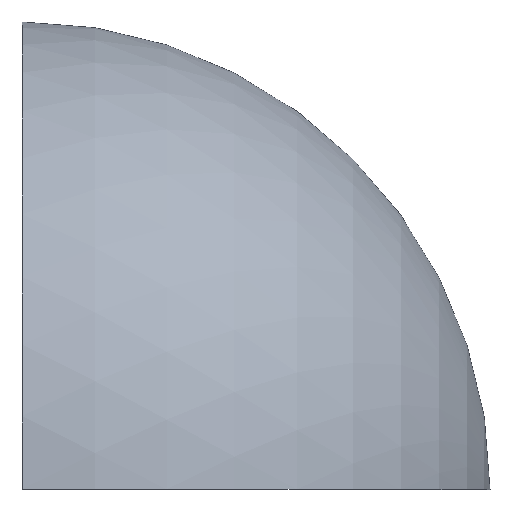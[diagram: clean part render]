
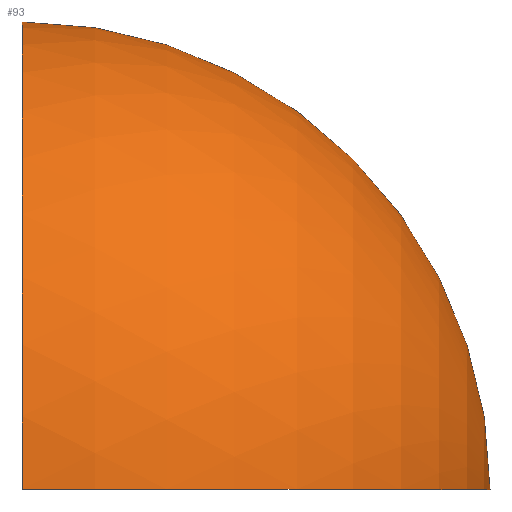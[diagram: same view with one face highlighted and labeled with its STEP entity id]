
A CAD part, top view. The second image highlights one B-rep face of the part: STEP entity #93.
In plain terms, the highlighted spherical face has radius 40.005 mm.
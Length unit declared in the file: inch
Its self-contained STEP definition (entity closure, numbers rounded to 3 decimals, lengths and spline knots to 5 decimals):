
#7 = CARTESIAN_POINT ( 'NONE',  ( 0., 0., 0. ) ) ;
#15 = DIRECTION ( 'NONE',  ( 0., 0., 1. ) ) ;
#16 = CARTESIAN_POINT ( 'NONE',  ( 0., -1.575, 0. ) ) ;
#35 = CIRCLE ( 'NONE', #87, 1.575 ) ;
#52 = DIRECTION ( 'NONE',  ( -1., 0., 0. ) ) ;
#53 = AXIS2_PLACEMENT_3D ( 'NONE', #102, #103, #90 ) ;
#55 = CIRCLE ( 'NONE', #204, 1.575 ) ;
#77 = EDGE_CURVE ( 'NONE', #140, #78, #94, .T. ) ;
#78 = VERTEX_POINT ( 'NONE', #7 ) ;
#81 = CARTESIAN_POINT ( 'NONE',  ( 1.575, -1.575, 0. ) ) ;
#87 = AXIS2_PLACEMENT_3D ( 'NONE', #16, #111, #213 ) ;
#90 = DIRECTION ( 'NONE',  ( 0., 0., 1. ) ) ;
#93 = ADVANCED_FACE ( 'NONE', ( #101 ), #147, .T. ) ;
#94 = CIRCLE ( 'NONE', #185, 1.575 ) ;
#101 = FACE_OUTER_BOUND ( 'NONE', #108, .T. ) ;
#102 = CARTESIAN_POINT ( 'NONE',  ( 0., -1.575, 0. ) ) ;
#103 = DIRECTION ( 'NONE',  ( 1., 0., 0. ) ) ;
#104 = ORIENTED_EDGE ( 'NONE', *, *, #77, .F. ) ;
#108 = EDGE_LOOP ( 'NONE', ( #170, #113, #104 ) ) ;
#110 = DIRECTION ( 'NONE',  ( -1., 0., 0. ) ) ;
#111 = DIRECTION ( 'NONE',  ( 0., 1., 0. ) ) ;
#113 = ORIENTED_EDGE ( 'NONE', *, *, #171, .T. ) ;
#120 = CARTESIAN_POINT ( 'NONE',  ( 0., -1.575, 0. ) ) ;
#127 = CARTESIAN_POINT ( 'NONE',  ( 0., -1.575, 0. ) ) ;
#138 = EDGE_CURVE ( 'NONE', #140, #179, #35, .T. ) ;
#140 = VERTEX_POINT ( 'NONE', #194 ) ;
#147 = SPHERICAL_SURFACE ( 'NONE', #53, 1.575 ) ;
#170 = ORIENTED_EDGE ( 'NONE', *, *, #138, .T. ) ;
#171 = EDGE_CURVE ( 'NONE', #179, #78, #55, .T. ) ;
#179 = VERTEX_POINT ( 'NONE', #81 ) ;
#185 = AXIS2_PLACEMENT_3D ( 'NONE', #120, #52, #201 ) ;
#194 = CARTESIAN_POINT ( 'NONE',  ( 0., -1.575, 1.575 ) ) ;
#201 = DIRECTION ( 'NONE',  ( 0., 0., -1. ) ) ;
#204 = AXIS2_PLACEMENT_3D ( 'NONE', #127, #15, #110 ) ;
#213 = DIRECTION ( 'NONE',  ( 0., 0., 1. ) ) ;
